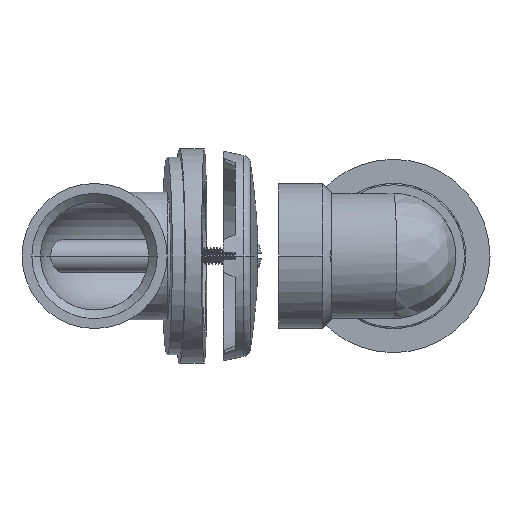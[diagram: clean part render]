
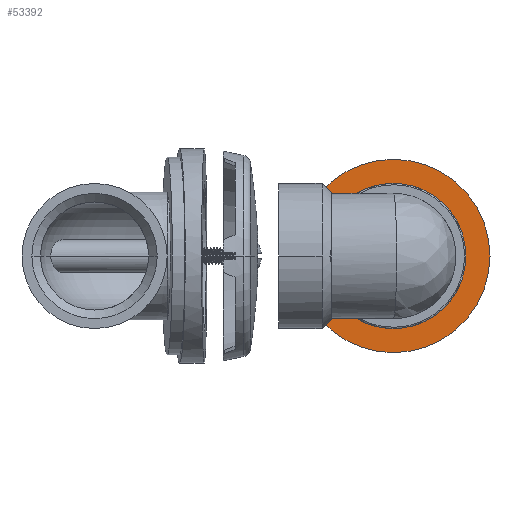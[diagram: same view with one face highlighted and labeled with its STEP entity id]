
A CAD part, front view. The second image highlights one B-rep face of the part: STEP entity #53392.
In plain terms, the highlighted face is planar.
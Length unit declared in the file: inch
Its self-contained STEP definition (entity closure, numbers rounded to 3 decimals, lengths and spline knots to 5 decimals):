
#46891=CARTESIAN_POINT('',(0.,1.74,-1.2));
#46892=DIRECTION('',(0.,0.,1.));
#46893=DIRECTION('',(0.,1.,0.));
#46894=AXIS2_PLACEMENT_3D('',#46891,#46892,#46893);
#46959=CARTESIAN_POINT('',(0.,1.74,-1.2));
#46960=DIRECTION('',(0.,0.,-1.));
#46961=DIRECTION('',(0.,1.,0.));
#46962=AXIS2_PLACEMENT_3D('',#46959,#46960,#46961);
#49571=CARTESIAN_POINT('',(0.,1.74,-1.2));
#49572=DIRECTION('',(0.,0.,1.));
#49573=DIRECTION('',(0.,1.,0.));
#49574=AXIS2_PLACEMENT_3D('',#49571,#49572,#49573);
#49579=CARTESIAN_POINT('',(0.,1.74,-1.2));
#49580=DIRECTION('',(0.,0.,-1.));
#49581=DIRECTION('',(0.,1.,0.));
#49582=AXIS2_PLACEMENT_3D('',#49579,#49580,#49581);
#50130=CARTESIAN_POINT('',(0.,3.206,-1.2));
#50132=VERTEX_POINT('',#50130);
#50138=CARTESIAN_POINT('',(0.,0.274,-1.2));
#50140=VERTEX_POINT('',#50138);
#50141=CARTESIAN_POINT('',(0.,2.84,-1.2));
#50142=CARTESIAN_POINT('',(0.,0.64,-1.2));
#50143=VERTEX_POINT('',#50141);
#50144=VERTEX_POINT('',#50142);
#53379=CARTESIAN_POINT('',(0.,1.74,-1.2));
#53380=DIRECTION('',(0.,0.,1.));
#53381=DIRECTION('',(0.,1.,0.));
#53382=AXIS2_PLACEMENT_3D('',#53379,#53380,#53381);
#53383=PLANE('',#53382);
#53384=ORIENTED_EDGE('',*,*,#53372,.F.);
#53385=ORIENTED_EDGE('',*,*,#53361,.T.);
#53386=EDGE_LOOP('',(#53384,#53385));
#53387=FACE_OUTER_BOUND('',#53386,.F.);
#53388=ORIENTED_EDGE('',*,*,#50385,.F.);
#53389=ORIENTED_EDGE('',*,*,#50336,.T.);
#53390=EDGE_LOOP('',(#53388,#53389));
#53391=FACE_BOUND('',#53390,.F.);
#46895=CIRCLE('',#46894,1.1);
#46963=CIRCLE('',#46962,1.1);
#49575=CIRCLE('',#49574,1.466);
#49583=CIRCLE('',#49582,1.466);
#50336=EDGE_CURVE('',#50143,#50144,#46895,.T.);
#50385=EDGE_CURVE('',#50143,#50144,#46963,.T.);
#53361=EDGE_CURVE('',#50132,#50140,#49583,.T.);
#53372=EDGE_CURVE('',#50132,#50140,#49575,.T.);
#53392=ADVANCED_FACE('',(#53387,#53391),#53383,.T.);
